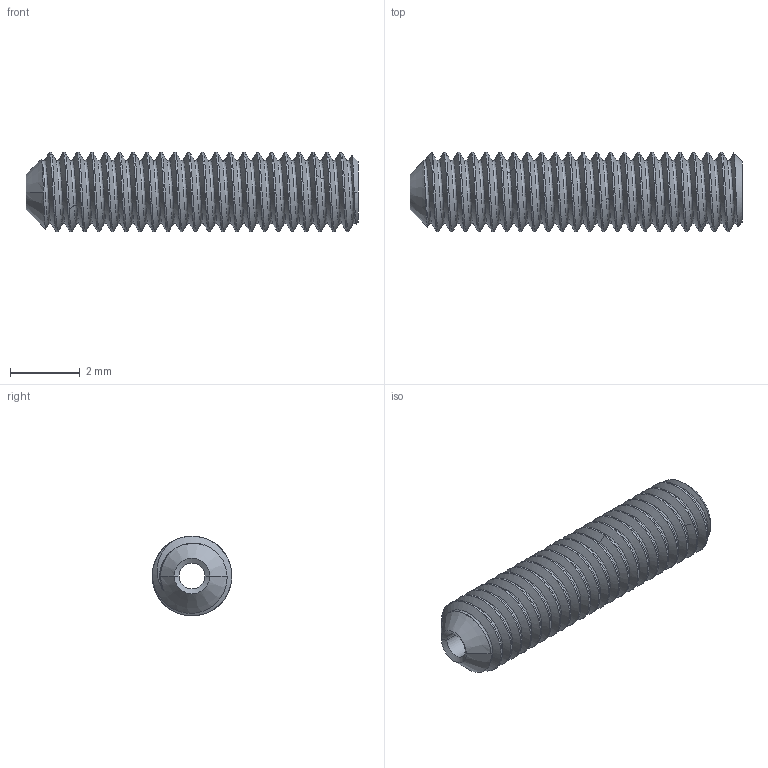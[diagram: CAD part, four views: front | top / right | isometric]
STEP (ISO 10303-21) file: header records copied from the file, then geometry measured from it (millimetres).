
FILE_DESCRIPTION((''),'2;1');
FILE_NAME('001_SET_SCREW_INCH_ASM','2023-11-17T',('SYSTEM'),(''),'PRO/ENGINEER BY PARAMETRIC TECHNOLOGY CORPORATION, 2016360','PRO/ENGINEER BY PARAMETRIC TECHNOLOGY CORPORATION, 2016360','');
FILE_SCHEMA(('AUTOMOTIVE_DESIGN { 1 0 10303 214 1 1 1 1 }'));
Length unit declared in the file: inch
Products named in the file (2): T-K086_AF0; 001_SET_SCREW_INCH_ASM
Assembly tree (1 placements, depth 2):
  001_SET_SCREW_INCH_ASM
    T-K086_AF0
Bounding box: 9.53 x 2.29 x 2.29 mm (x, y, z)
Volume: 25.6 mm3; surface area: 126.3 mm2
Topology: 1 solids, 1 shells, 79 faces, 215 edges, 138 vertices
Faces by surface type: cylinder 44, bspline 21, plane 8, cone 6
Entity records: 9002 total; most frequent: CARTESIAN_POINT 7099, ORIENTED_EDGE 430, DIRECTION 221, EDGE_CURVE 215, VERTEX_POINT 138, B_SPLINE_CURVE_WITH_KNOTS 126, COLOUR_RGB 110, EDGE_LOOP 81
